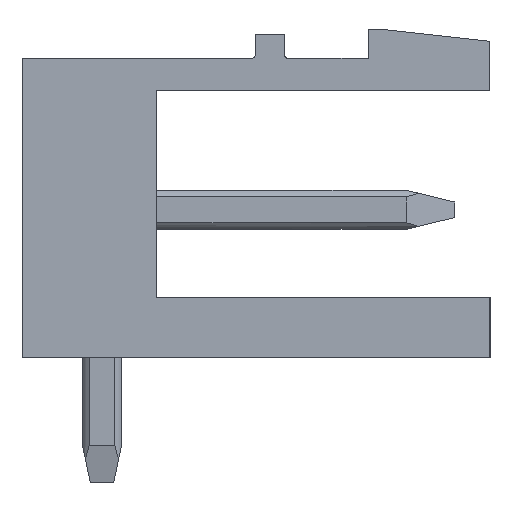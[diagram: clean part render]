
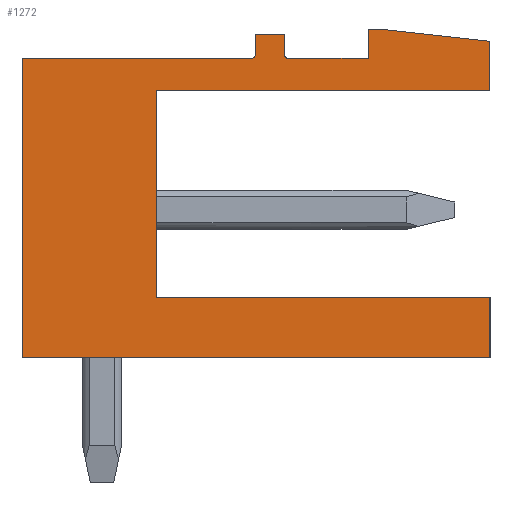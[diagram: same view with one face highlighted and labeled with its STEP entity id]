
A CAD part, left-side view. The second image highlights one B-rep face of the part: STEP entity #1272.
In plain terms, the highlighted planar face has unit normal (-1, 0, 0).
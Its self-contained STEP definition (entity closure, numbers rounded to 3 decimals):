
#316=AXIS2_PLACEMENT_3D('Circle Axis2P3D',#314,#315,$) ;
#447=AXIS2_PLACEMENT_3D('Circle Axis2P3D',#445,#446,$) ;
#1213=AXIS2_PLACEMENT_3D('Plane Axis2P3D',#1210,#1211,#1212) ;
#49=CARTESIAN_POINT('Vertex',(0.,2.8,11.63)) ;
#52=CARTESIAN_POINT('Line Origine',(0.,1.4,11.475)) ;
#56=CARTESIAN_POINT('Vertex',(0.,0.,11.32)) ;
#87=CARTESIAN_POINT('Vertex',(0.,3.12,11.63)) ;
#90=CARTESIAN_POINT('Line Origine',(0.,2.96,11.63)) ;
#258=CARTESIAN_POINT('Vertex',(0.,3.12,10.88)) ;
#261=CARTESIAN_POINT('Line Origine',(0.,3.12,11.255)) ;
#311=CARTESIAN_POINT('Vertex',(0.,5.27,10.98)) ;
#314=CARTESIAN_POINT('Axis2P3D Location',(0.,5.17,10.98)) ;
#318=CARTESIAN_POINT('Vertex',(0.,5.17,10.88)) ;
#349=CARTESIAN_POINT('Vertex',(0.,5.27,11.5)) ;
#352=CARTESIAN_POINT('Line Origine',(0.,5.27,11.24)) ;
#380=CARTESIAN_POINT('Vertex',(0.,6.02,11.5)) ;
#383=CARTESIAN_POINT('Line Origine',(0.,5.645,11.5)) ;
#411=CARTESIAN_POINT('Vertex',(0.,6.02,10.98)) ;
#414=CARTESIAN_POINT('Line Origine',(0.,6.02,11.24)) ;
#442=CARTESIAN_POINT('Vertex',(0.,6.12,10.88)) ;
#445=CARTESIAN_POINT('Axis2P3D Location',(0.,6.12,10.98)) ;
#473=CARTESIAN_POINT('Vertex',(0.,12.,10.88)) ;
#476=CARTESIAN_POINT('Line Origine',(0.,9.06,10.88)) ;
#504=CARTESIAN_POINT('Vertex',(0.,12.,3.2)) ;
#507=CARTESIAN_POINT('Line Origine',(0.,12.,7.04)) ;
#535=CARTESIAN_POINT('Vertex',(0.,0.,3.2)) ;
#538=CARTESIAN_POINT('Line Origine',(0.,6.,3.2)) ;
#1210=CARTESIAN_POINT('Axis2P3D Location',(0.,0.,0.)) ;
#1215=CARTESIAN_POINT('Line Origine',(0.,8.55,7.4)) ;
#1219=CARTESIAN_POINT('Vertex',(0.,8.55,4.74)) ;
#1221=CARTESIAN_POINT('Vertex',(0.,8.55,10.06)) ;
#1224=CARTESIAN_POINT('Line Origine',(0.,4.275,10.06)) ;
#1228=CARTESIAN_POINT('Vertex',(0.,0.,10.06)) ;
#1231=CARTESIAN_POINT('Line Origine',(0.,0.,10.69)) ;
#1236=CARTESIAN_POINT('Line Origine',(0.,4.145,10.88)) ;
#1241=CARTESIAN_POINT('Line Origine',(0.,0.,3.97)) ;
#1245=CARTESIAN_POINT('Vertex',(0.,0.,4.74)) ;
#1248=CARTESIAN_POINT('Line Origine',(0.,4.275,4.74)) ;
#53=DIRECTION('Vector Direction',(0.,0.994,0.11)) ;
#91=DIRECTION('Vector Direction',(0.,-1.,0.)) ;
#262=DIRECTION('Vector Direction',(0.,0.,-1.)) ;
#315=DIRECTION('Axis2P3D Direction',(-1.,0.,0.)) ;
#353=DIRECTION('Vector Direction',(0.,0.,-1.)) ;
#384=DIRECTION('Vector Direction',(0.,1.,0.)) ;
#415=DIRECTION('Vector Direction',(0.,0.,-1.)) ;
#446=DIRECTION('Axis2P3D Direction',(-1.,0.,0.)) ;
#477=DIRECTION('Vector Direction',(0.,1.,0.)) ;
#508=DIRECTION('Vector Direction',(0.,0.,-1.)) ;
#539=DIRECTION('Vector Direction',(0.,1.,0.)) ;
#1211=DIRECTION('Axis2P3D Direction',(-1.,0.,0.)) ;
#1212=DIRECTION('Axis2P3D XDirection',(0.,-1.,0.)) ;
#1216=DIRECTION('Vector Direction',(0.,0.,-1.)) ;
#1225=DIRECTION('Vector Direction',(0.,1.,0.)) ;
#1232=DIRECTION('Vector Direction',(0.,0.,1.)) ;
#1237=DIRECTION('Vector Direction',(0.,1.,0.)) ;
#1242=DIRECTION('Vector Direction',(0.,0.,-1.)) ;
#1249=DIRECTION('Vector Direction',(0.,-1.,0.)) ;
#54=VECTOR('Line Direction',#53,1.) ;
#92=VECTOR('Line Direction',#91,1.) ;
#263=VECTOR('Line Direction',#262,1.) ;
#354=VECTOR('Line Direction',#353,1.) ;
#385=VECTOR('Line Direction',#384,1.) ;
#416=VECTOR('Line Direction',#415,1.) ;
#478=VECTOR('Line Direction',#477,1.) ;
#509=VECTOR('Line Direction',#508,1.) ;
#540=VECTOR('Line Direction',#539,1.) ;
#1217=VECTOR('Line Direction',#1216,1.) ;
#1226=VECTOR('Line Direction',#1225,1.) ;
#1233=VECTOR('Line Direction',#1232,1.) ;
#1238=VECTOR('Line Direction',#1237,1.) ;
#1243=VECTOR('Line Direction',#1242,1.) ;
#1250=VECTOR('Line Direction',#1249,1.) ;
#1254=ORIENTED_EDGE('',*,*,#1223,.T.) ;
#1255=ORIENTED_EDGE('',*,*,#1230,.T.) ;
#1256=ORIENTED_EDGE('',*,*,#1235,.T.) ;
#1257=ORIENTED_EDGE('',*,*,#58,.T.) ;
#1258=ORIENTED_EDGE('',*,*,#94,.T.) ;
#1259=ORIENTED_EDGE('',*,*,#265,.T.) ;
#1260=ORIENTED_EDGE('',*,*,#1240,.T.) ;
#1261=ORIENTED_EDGE('',*,*,#320,.T.) ;
#1262=ORIENTED_EDGE('',*,*,#356,.T.) ;
#1263=ORIENTED_EDGE('',*,*,#387,.T.) ;
#1264=ORIENTED_EDGE('',*,*,#418,.T.) ;
#1265=ORIENTED_EDGE('',*,*,#449,.T.) ;
#1266=ORIENTED_EDGE('',*,*,#480,.T.) ;
#1267=ORIENTED_EDGE('',*,*,#511,.T.) ;
#1268=ORIENTED_EDGE('',*,*,#542,.T.) ;
#1269=ORIENTED_EDGE('',*,*,#1247,.T.) ;
#1270=ORIENTED_EDGE('',*,*,#1252,.T.) ;
#1272=ADVANCED_FACE('Housing',(#1271),#1214,.T.) ;
#317=CIRCLE('generated circle',#316,0.1) ;
#448=CIRCLE('generated circle',#447,0.1) ;
#58=EDGE_CURVE('',#57,#50,#55,.T.) ;
#94=EDGE_CURVE('',#50,#88,#93,.F.) ;
#265=EDGE_CURVE('',#88,#259,#264,.T.) ;
#320=EDGE_CURVE('',#319,#312,#317,.F.) ;
#356=EDGE_CURVE('',#312,#350,#355,.F.) ;
#387=EDGE_CURVE('',#350,#381,#386,.T.) ;
#418=EDGE_CURVE('',#381,#412,#417,.T.) ;
#449=EDGE_CURVE('',#412,#443,#448,.F.) ;
#480=EDGE_CURVE('',#443,#474,#479,.T.) ;
#511=EDGE_CURVE('',#474,#505,#510,.T.) ;
#542=EDGE_CURVE('',#505,#536,#541,.F.) ;
#1223=EDGE_CURVE('',#1220,#1222,#1218,.F.) ;
#1230=EDGE_CURVE('',#1222,#1229,#1227,.F.) ;
#1235=EDGE_CURVE('',#1229,#57,#1234,.T.) ;
#1240=EDGE_CURVE('',#259,#319,#1239,.T.) ;
#1247=EDGE_CURVE('',#536,#1246,#1244,.F.) ;
#1252=EDGE_CURVE('',#1246,#1220,#1251,.F.) ;
#1253=EDGE_LOOP('',(#1254,#1255,#1256,#1257,#1258,#1259,#1260,#1261,#1262,#1263,#1264,#1265,#1266,#1267,#1268,#1269,#1270)) ;
#1271=FACE_OUTER_BOUND('',#1253,.T.) ;
#55=LINE('Line',#52,#54) ;
#93=LINE('Line',#90,#92) ;
#264=LINE('Line',#261,#263) ;
#355=LINE('Line',#352,#354) ;
#386=LINE('Line',#383,#385) ;
#417=LINE('Line',#414,#416) ;
#479=LINE('Line',#476,#478) ;
#510=LINE('Line',#507,#509) ;
#541=LINE('Line',#538,#540) ;
#1218=LINE('Line',#1215,#1217) ;
#1227=LINE('Line',#1224,#1226) ;
#1234=LINE('Line',#1231,#1233) ;
#1239=LINE('Line',#1236,#1238) ;
#1244=LINE('Line',#1241,#1243) ;
#1251=LINE('Line',#1248,#1250) ;
#1214=PLANE('',#1213) ;
#50=VERTEX_POINT('',#49) ;
#57=VERTEX_POINT('',#56) ;
#88=VERTEX_POINT('',#87) ;
#259=VERTEX_POINT('',#258) ;
#312=VERTEX_POINT('',#311) ;
#319=VERTEX_POINT('',#318) ;
#350=VERTEX_POINT('',#349) ;
#381=VERTEX_POINT('',#380) ;
#412=VERTEX_POINT('',#411) ;
#443=VERTEX_POINT('',#442) ;
#474=VERTEX_POINT('',#473) ;
#505=VERTEX_POINT('',#504) ;
#536=VERTEX_POINT('',#535) ;
#1220=VERTEX_POINT('',#1219) ;
#1222=VERTEX_POINT('',#1221) ;
#1229=VERTEX_POINT('',#1228) ;
#1246=VERTEX_POINT('',#1245) ;
